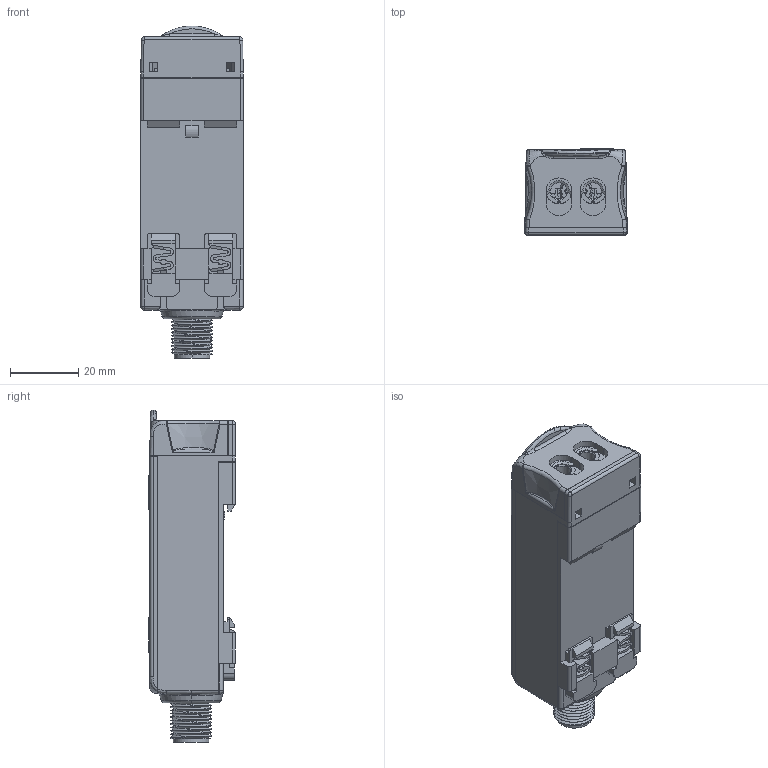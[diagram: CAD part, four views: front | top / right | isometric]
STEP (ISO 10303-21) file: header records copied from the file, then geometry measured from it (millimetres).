
FILE_DESCRIPTION((''),'2;1');
FILE_NAME('141702_ASM','2016-03-17T',('PDMAdmin'),(''),'PRO/ENGINEER BY PARAMETRIC TECHNOLOGY CORPORATION, 2013230','PRO/ENGINEER BY PARAMETRIC TECHNOLOGY CORPORATION, 2013230','');
FILE_SCHEMA(('CONFIG_CONTROL_DESIGN'));
Products named in the file (12): 63213_AF0; 57824_AF0; 57824_AF1; 57821_AF0; 57823_AF0; 57822_AF0; 57819; 30393_AF0; 30393_AF1; 41089_AF0; 58008_WEB_AF0_ASM; 141702_ASM
Assembly tree (11 placements, depth 3):
  141702_ASM
    58008_WEB_AF0_ASM
      63213_AF0
      57824_AF0
      57824_AF1
      57821_AF0
      57823_AF0
      57822_AF0
      57819
      30393_AF0
      30393_AF1
      41089_AF0
Bounding box: 30 x 25.34 x 97.13 mm (x, y, z)
Volume: 20475.2 mm3; surface area: 30685.4 mm2
Topology: 10 solids, 10 shells, 1066 faces, 2799 edges, 1770 vertices
Faces by surface type: plane 617, cylinder 262, bspline 81, cone 48, extrusion 30, torus 24, sphere 4
Entity records: 41505 total; most frequent: CARTESIAN_POINT 15503, ORIENTED_EDGE 5566, DIRECTION 5015, EDGE_CURVE 2783, VECTOR 1919, LINE 1889, VERTEX_POINT 1770, AXIS2_PLACEMENT_3D 1548
